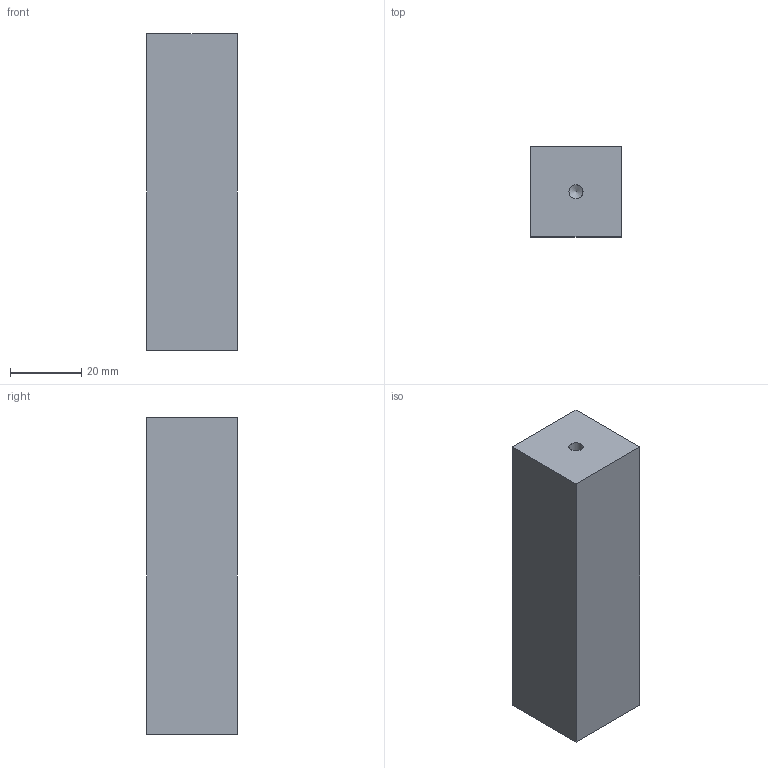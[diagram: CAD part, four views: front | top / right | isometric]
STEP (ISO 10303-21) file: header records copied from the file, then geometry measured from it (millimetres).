
FILE_DESCRIPTION(/* description */ (''),/* implementation_level */ '2;1');
FILE_NAME(/* name */ 'CH3-DiffBoxGussetBlock.stp',/* time_stamp */ '2025-12-10T17:38:49-05:00',/* author */ ('t205b'),/* organization */ (''),/* preprocessor_version */ 'ST-DEVELOPER v20.1',/* originating_system */ 'Autodesk Inventor 2026',/* authorisation */ '');
FILE_SCHEMA (('AUTOMOTIVE_DESIGN { 1 0 10303 214 3 1 1 }'));
Length unit declared in the file: inch
Products named in the file (1): CH3-DiffBoxGussetBlock
Bounding box: 25.4 x 25.4 x 88.9 mm (x, y, z)
Volume: 56177.5 mm3; surface area: 11412.7 mm2
Topology: 1 solids, 1 shells, 14 faces, 45 edges, 29 vertices
Faces by surface type: cylinder 6, plane 6, cone 2
Full cylindrical faces by diameter (mm): 3.962 x6
Entity records: 557 total; most frequent: DIRECTION 94, CARTESIAN_POINT 87, ORIENTED_EDGE 86, EDGE_CURVE 43, AXIS2_PLACEMENT_3D 36, VERTEX_POINT 29, LINE 22, VECTOR 22
